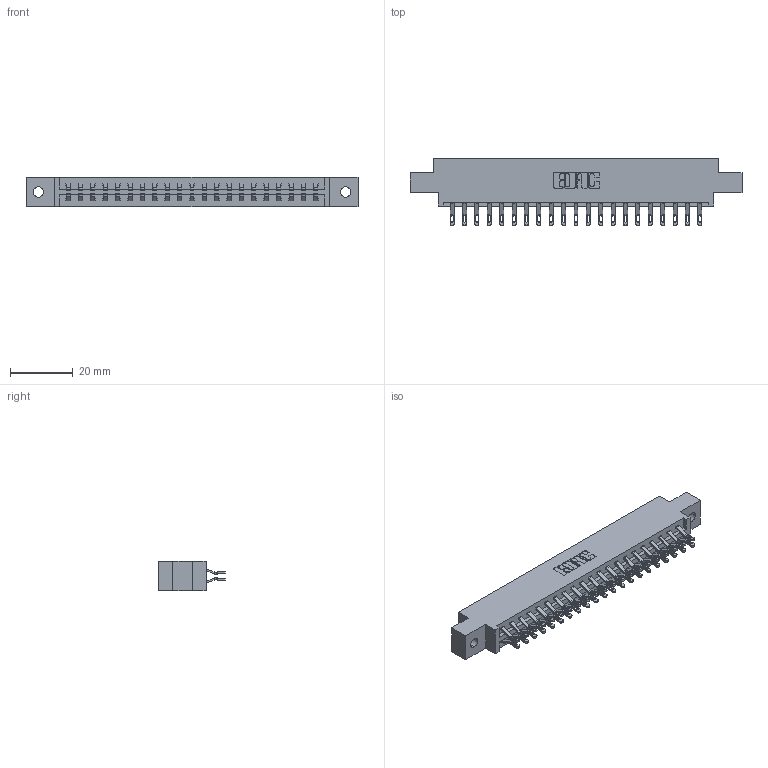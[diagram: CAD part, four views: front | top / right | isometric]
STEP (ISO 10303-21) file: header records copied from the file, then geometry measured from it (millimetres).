
FILE_DESCRIPTION (( 'STEP AP203' ), '1' );
FILE_NAME ('337-042-555-802.STEP', '2018-08-09T01:19:25', ( '' ), ( '' ), 'SwSTEP 2.0', 'SolidWorks 2016', '' );
FILE_SCHEMA (( 'CONFIG_CONTROL_DESIGN' ));
Length unit declared in the file: inch
Products named in the file (3): 337-042-555-802; 337 Part_0.170 Offset - 0.128 Dia; 345-292-001_555 Tail
Assembly tree (43 placements, depth 2):
  337-042-555-802
    337 Part_0.170 Offset - 0.128 Dia
    345-292-001_555 Tail  x42
Bounding box: 106.22 x 21.47 x 9.4 mm (x, y, z)
Volume: 10882.7 mm3; surface area: 12393.1 mm2
Topology: 43 solids, 43 shells, 2638 faces, 8261 edges, 5506 vertices
Faces by surface type: plane 1586, cylinder 1052
Entity records: 19459 total; most frequent: CARTESIAN_POINT 3332, ORIENTED_EDGE 3238, DIRECTION 2843, EDGE_CURVE 1619, LINE 1471, VECTOR 1471, VERTEX_POINT 1078, AXIS2_PLACEMENT_3D 686
